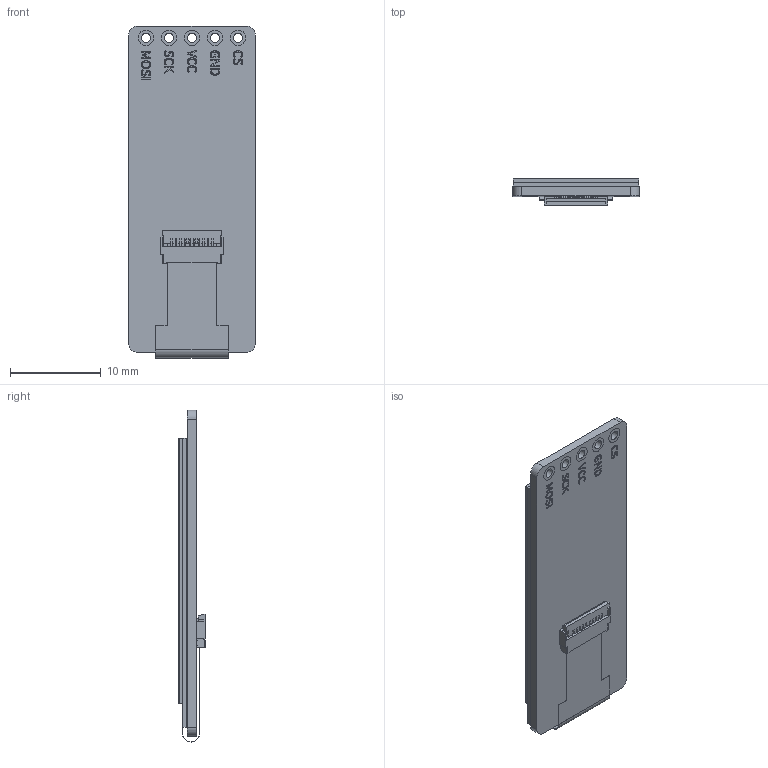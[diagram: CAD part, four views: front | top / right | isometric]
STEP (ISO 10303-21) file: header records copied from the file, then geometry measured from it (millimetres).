
FILE_DESCRIPTION(/* description */ (''),/* implementation_level */ '2;1');
FILE_NAME(/* name */ 'nice!view v10.step',/* time_stamp */ '2022-10-15T15:35:23-05:00',/* author */ (''),/* organization */ (''),/* preprocessor_version */ 'ST-DEVELOPER v19',/* originating_system */ 'Autodesk Translation Framework v11.7.0.108',/* authorisation */ '');
FILE_SCHEMA (('AUTOMOTIVE_DESIGN { 1 0 10303 214 3 1 1 }'));
Length unit declared in the file: millimetre
Products named in the file (11): nice!view; PCB; Silkscreen; Screen; FPC; FFC2B28-10-G; FFC2B28-10-G_C; FFC2B28-10-G_H; FFC2B28-10-G_D; FFC2B28_SP; FFC2B28-G_P
Assembly tree (20 placements, depth 3):
  nice!view
    PCB
      Silkscreen
    Screen
    FPC
    FFC2B28-10-G
      FFC2B28_SP  x2
      FFC2B28-10-G_C
      FFC2B28-G_P  x10
      FFC2B28-10-G_H
      FFC2B28-10-G_D
Bounding box: 14 x 2.87 x 36.62 mm (x, y, z)
Volume: 901.8 mm3; surface area: 4979.5 mm2
Topology: 40 solids, 40 shells, 1246 faces, 3499 edges, 2306 vertices
Faces by surface type: plane 826, bspline 288, cylinder 132
Full cylindrical faces by diameter (mm): 1 x5, 1.7 x10
Entity records: 30243 total; most frequent: CARTESIAN_POINT 9679, ORIENTED_EDGE 4718, DIRECTION 3061, EDGE_CURVE 2359, LINE 1685, VECTOR 1685, VERTEX_POINT 1546, EDGE_LOOP 883
